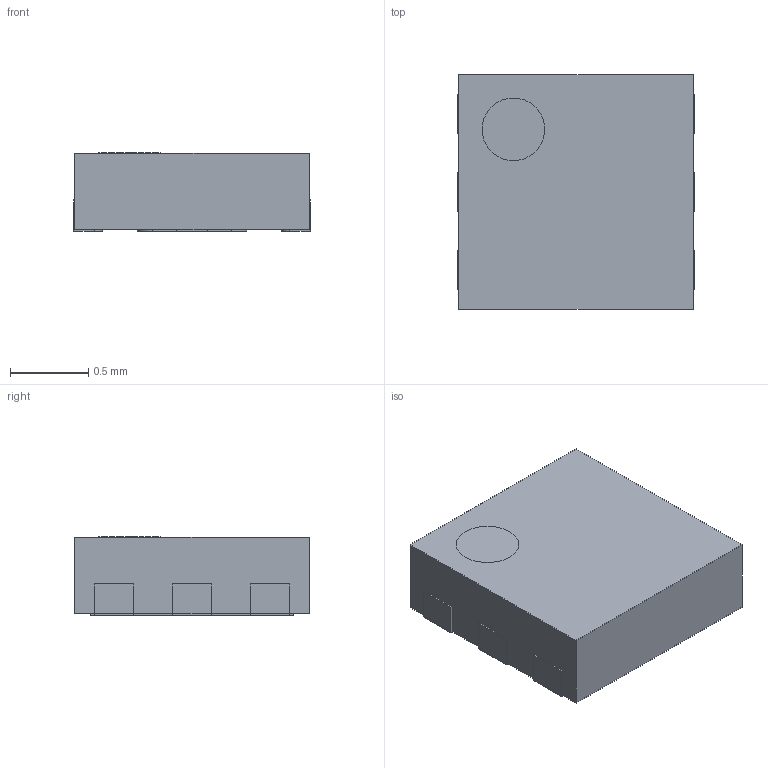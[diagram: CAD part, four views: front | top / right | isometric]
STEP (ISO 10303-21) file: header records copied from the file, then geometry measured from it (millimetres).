
FILE_DESCRIPTION (( 'STEP AP214' ), '1' );
FILE_NAME ('User Library-QFN6_SKY13348-374LF.STEP', '2019-07-09T06:51:13', ( '' ), ( '' ), 'SwSTEP 2.0', 'SolidWorks 2019', '' );
FILE_SCHEMA (( 'AUTOMOTIVE_DESIGN' ));
Length unit declared in the file: millimetre
Products named in the file (57): User Library-QFN6_SKY13348-374LF_525572800; User Library-QFN6_SKY13348-374LF_qfn6lab; User Library-QFN6_SKY13348-374LF_525578944; User Library-QFN6_SKY13348-374LF_Extruded_6; User Library-QFN6_SKY13348-374LF_569388256; User Library-QFN6_SKY13348-374LF_569384288; User Library-QFN6_SKY13348-374LF_Free-Models_2; User Library-QFN6_SKY13348-374LF_Cylinder_3; User Library-QFN6_SKY13348-374LF_569385056; User Library-QFN6_SKY13348-374LF_Extruded_2; User Library-QFN6_SKY13348-374LF_Extruded_3; User Library-QFN6_SKY13348-374LF_525579712; User Library-QFN6_SKY13348-374LF_Extruded_5; User Library-QFN6_SKY13348-374LF_Extruded_4; User Library-QFN6_SKY13348-374LF_Extruded; User Library-QFN6_SKY13348-374LF_Extruded_7; User Library-QFN6_SKY13348-374LF_568422168; User Library-QFN6_SKY13348-374LF_Cylinder_2; User Library-QFN6_SKY13348-374LF_569379808; User Library-QFN6_SKY13348-374LF_Free-Models; User Library-QFN6_SKY13348-374LF_Cylinder; User Library-QFN6_SKY13348-374LF_569380448; User Library-QFN6_SKY13348-374LF; User Library-QFN6_SKY13348-374LF_569384416
Assembly tree (79 placements, depth 6):
  User Library-QFN6_SKY13348-374LF
    User Library-QFN6_SKY13348-374LF_Free-Models
      User Library-QFN6_SKY13348-374LF_qfn6lab
        User Library-QFN6_SKY13348-374LF_Free-Models_2
          User Library-QFN6_SKY13348-374LF_525579712
            User Library-QFN6_SKY13348-374LF_Extruded
          User Library-QFN6_SKY13348-374LF_525572800
            User Library-QFN6_SKY13348-374LF_Extruded_2
          User Library-QFN6_SKY13348-374LF_525578944
            User Library-QFN6_SKY13348-374LF_Cylinder
          User Library-QFN6_SKY13348-374LF_525578944
            User Library-QFN6_SKY13348-374LF_Cylinder
      User Library-QFN6_SKY13348-374LF_qfn6lab
        User Library-QFN6_SKY13348-374LF_Free-Models_2
          User Library-QFN6_SKY13348-374LF_525579712
            User Library-QFN6_SKY13348-374LF_Extruded
          User Library-QFN6_SKY13348-374LF_525572800
            User Library-QFN6_SKY13348-374LF_Extruded_2
          User Library-QFN6_SKY13348-374LF_525578944
            User Library-QFN6_SKY13348-374LF_Cylinder
          User Library-QFN6_SKY13348-374LF_525578944
            User Library-QFN6_SKY13348-374LF_Cylinder
      User Library-QFN6_SKY13348-374LF_qfn6lab
        User Library-QFN6_SKY13348-374LF_Free-Models_2
          User Library-QFN6_SKY13348-374LF_525579712
            User Library-QFN6_SKY13348-374LF_Extruded
          User Library-QFN6_SKY13348-374LF_525572800
            User Library-QFN6_SKY13348-374LF_Extruded_2
          User Library-QFN6_SKY13348-374LF_525578944
            User Library-QFN6_SKY13348-374LF_Cylinder
          User Library-QFN6_SKY13348-374LF_525578944
            User Library-QFN6_SKY13348-374LF_Cylinder
      User Library-QFN6_SKY13348-374LF_qfn6lab
        User Library-QFN6_SKY13348-374LF_Free-Models_2
          User Library-QFN6_SKY13348-374LF_525579712
            User Library-QFN6_SKY13348-374LF_Extruded
          User Library-QFN6_SKY13348-374LF_525572800
            User Library-QFN6_SKY13348-374LF_Extruded_2
          User Library-QFN6_SKY13348-374LF_525578944
            User Library-QFN6_SKY13348-374LF_Cylinder
          User Library-QFN6_SKY13348-374LF_525578944
            User Library-QFN6_SKY13348-374LF_Cylinder
      User Library-QFN6_SKY13348-374LF_qfn6lab
        User Library-QFN6_SKY13348-374LF_Free-Models_2
          User Library-QFN6_SKY13348-374LF_525579712
            User Library-QFN6_SKY13348-374LF_Extruded
          User Library-QFN6_SKY13348-374LF_525572800
            User Library-QFN6_SKY13348-374LF_Extruded_2
          User Library-QFN6_SKY13348-374LF_525578944
            User Library-QFN6_SKY13348-374LF_Cylinder
          User Library-QFN6_SKY13348-374LF_525578944
            User Library-QFN6_SKY13348-374LF_Cylinder
      User Library-QFN6_SKY13348-374LF_qfn6lab
        User Library-QFN6_SKY13348-374LF_Free-Models_2
          User Library-QFN6_SKY13348-374LF_525579712
            User Library-QFN6_SKY13348-374LF_Extruded
          User Library-QFN6_SKY13348-374LF_525572800
            User Library-QFN6_SKY13348-374LF_Extruded_2
          User Library-QFN6_SKY13348-374LF_525578944
            User Library-QFN6_SKY13348-374LF_Cylinder
Bounding box: 1.51 x 1.5 x 0.5 mm (x, y, z)
Surface area: 16.8 mm2
Topology: 21 solids, 33 shells, 143 faces, 303 edges, 202 vertices
Faces by surface type: plane 111, cylinder 32
Entity records: 3769 total; most frequent: DIRECTION 481, CARTESIAN_POINT 357, ORIENTED_EDGE 206, AXIS2_PLACEMENT_3D 194, PRODUCT_DEFINITION_SHAPE 136, UNCERTAINTY_MEASURE_WITH_UNIT 129, APPLICATION_PROTOCOL_DEFINITION 114, APPLICATION_CONTEXT 114
